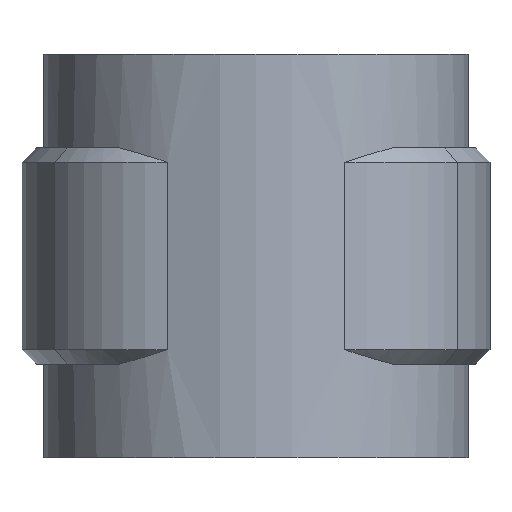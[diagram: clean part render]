
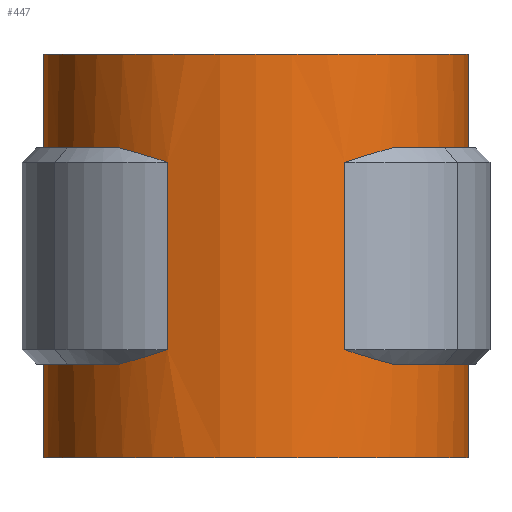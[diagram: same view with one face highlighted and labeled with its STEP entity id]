
A CAD part, front view. The second image highlights one B-rep face of the part: STEP entity #447.
In plain terms, the highlighted cylindrical face has radius 14.745 mm (diameter 29.49 mm), a partial arc.
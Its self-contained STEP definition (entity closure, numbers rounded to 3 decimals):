
#447 = ADVANCED_FACE( '', ( #883 ), #884, .T. );
#883 = FACE_OUTER_BOUND( '', #1995, .T. );
#884 = CYLINDRICAL_SURFACE( '', #1996, 14.745 );
#1995 = EDGE_LOOP( '', ( #4494, #4495, #4496, #4497, #4498, #4499, #4500, #4501, #4502, #4503, #4504, #4505, #4506, #4507, #4508, #4509 ) );
#1996 = AXIS2_PLACEMENT_3D( '', #4510, #4511, #4512 );
#4494 = ORIENTED_EDGE( '', *, *, #6801, .F. );
#4495 = ORIENTED_EDGE( '', *, *, #6802, .T. );
#4496 = ORIENTED_EDGE( '', *, *, #6803, .T. );
#4497 = ORIENTED_EDGE( '', *, *, #6804, .T. );
#4498 = ORIENTED_EDGE( '', *, *, #6805, .T. );
#4499 = ORIENTED_EDGE( '', *, *, #6806, .T. );
#4500 = ORIENTED_EDGE( '', *, *, #6807, .T. );
#4501 = ORIENTED_EDGE( '', *, *, #6669, .F. );
#4502 = ORIENTED_EDGE( '', *, *, #6808, .T. );
#4503 = ORIENTED_EDGE( '', *, *, #6809, .T. );
#4504 = ORIENTED_EDGE( '', *, *, #6810, .T. );
#4505 = ORIENTED_EDGE( '', *, *, #6811, .T. );
#4506 = ORIENTED_EDGE( '', *, *, #6812, .F. );
#4507 = ORIENTED_EDGE( '', *, *, #6663, .F. );
#4508 = ORIENTED_EDGE( '', *, *, #6661, .F. );
#4509 = ORIENTED_EDGE( '', *, *, #6813, .T. );
#4510 = CARTESIAN_POINT( '', ( 0., 0., -26.5 ) );
#4511 = DIRECTION( '', ( 0., 0., -1. ) );
#4512 = DIRECTION( '', ( 0., -1., 0. ) );
#6661 = EDGE_CURVE( '', #7675, #7658, #7677, .T. );
#6663 = EDGE_CURVE( '', #7658, #7680, #7681, .T. );
#6669 = EDGE_CURVE( '', #7690, #7692, #7693, .T. );
#6801 = EDGE_CURVE( '', #7914, #7915, #7916, .T. );
#6802 = EDGE_CURVE( '', #7914, #7917, #7918, .T. );
#6803 = EDGE_CURVE( '', #7917, #7919, #7920, .T. );
#6804 = EDGE_CURVE( '', #7919, #7921, #7922, .T. );
#6805 = EDGE_CURVE( '', #7921, #7923, #7924, .T. );
#6806 = EDGE_CURVE( '', #7923, #7925, #7926, .T. );
#6807 = EDGE_CURVE( '', #7925, #7692, #7927, .T. );
#6808 = EDGE_CURVE( '', #7690, #7928, #7929, .T. );
#6809 = EDGE_CURVE( '', #7928, #7930, #7931, .T. );
#6810 = EDGE_CURVE( '', #7930, #7932, #7933, .F. );
#6811 = EDGE_CURVE( '', #7932, #7934, #7935, .T. );
#6812 = EDGE_CURVE( '', #7680, #7934, #7936, .T. );
#6813 = EDGE_CURVE( '', #7675, #7915, #7937, .T. );
#7658 = VERTEX_POINT( '', #9874 );
#7675 = VERTEX_POINT( '', #9896 );
#7677 = CIRCLE( '', #9899, 14.745 );
#7680 = VERTEX_POINT( '', #9903 );
#7681 = LINE( '', #9904, #9905 );
#7690 = VERTEX_POINT( '', #9922 );
#7692 = VERTEX_POINT( '', #9925 );
#7693 = LINE( '', #9926, #9927 );
#7914 = VERTEX_POINT( '', #10855 );
#7915 = VERTEX_POINT( '', #10856 );
#7916 = CIRCLE( '', #10857, 14.745 );
#7917 = VERTEX_POINT( '', #10858 );
#7918 = B_SPLINE_CURVE_WITH_KNOTS( '', 3, ( #10859, #10860, #10861, #10862 ), .UNSPECIFIED., .F., .F., ( 4, 4 ), ( 0., 0.004 ), .UNSPECIFIED. );
#7919 = VERTEX_POINT( '', #10863 );
#7920 = LINE( '', #10864, #10865 );
#7921 = VERTEX_POINT( '', #10866 );
#7922 = B_SPLINE_CURVE_WITH_KNOTS( '', 3, ( #10867, #10868, #10869, #10870 ), .UNSPECIFIED., .F., .F., ( 4, 4 ), ( 0., 0.004 ), .UNSPECIFIED. );
#7923 = VERTEX_POINT( '', #10871 );
#7924 = CIRCLE( '', #10872, 14.745 );
#7925 = VERTEX_POINT( '', #10873 );
#7926 = LINE( '', #10874, #10875 );
#7927 = CIRCLE( '', #10876, 14.745 );
#7928 = VERTEX_POINT( '', #10877 );
#7929 = CIRCLE( '', #10878, 14.745 );
#7930 = VERTEX_POINT( '', #10879 );
#7931 = B_SPLINE_CURVE_WITH_KNOTS( '', 3, ( #10880, #10881, #10882, #10883 ), .UNSPECIFIED., .F., .F., ( 4, 4 ), ( 0., 0.004 ), .UNSPECIFIED. );
#7932 = VERTEX_POINT( '', #10884 );
#7933 = LINE( '', #10885, #10886 );
#7934 = VERTEX_POINT( '', #10887 );
#7935 = B_SPLINE_CURVE_WITH_KNOTS( '', 3, ( #10888, #10889, #10890, #10891 ), .UNSPECIFIED., .F., .F., ( 4, 4 ), ( 0., 0.004 ), .UNSPECIFIED. );
#7936 = CIRCLE( '', #10892, 14.745 );
#7937 = LINE( '', #10893, #10894 );
#9874 = CARTESIAN_POINT( '', ( -6.1, 13.424, -26.5 ) );
#9896 = CARTESIAN_POINT( '', ( 6.1, 13.424, -26.5 ) );
#9899 = AXIS2_PLACEMENT_3D( '', #12623, #12624, #12625 );
#9903 = CARTESIAN_POINT( '', ( -6.1, 13.424, -20. ) );
#9904 = CARTESIAN_POINT( '', ( -6.1, 13.424, -26.5 ) );
#9905 = VECTOR( '', #12627, 1000. );
#9922 = CARTESIAN_POINT( '', ( -6.1, 13.424, -5. ) );
#9925 = CARTESIAN_POINT( '', ( -6.1, 13.424, 1.5 ) );
#9926 = CARTESIAN_POINT( '', ( -6.1, 13.424, -26.5 ) );
#9927 = VECTOR( '', #12631, 1000. );
#10855 = CARTESIAN_POINT( '', ( 9.484, -11.29, -20. ) );
#10856 = CARTESIAN_POINT( '', ( 6.1, 13.424, -20. ) );
#10857 = AXIS2_PLACEMENT_3D( '', #12763, #12764, #12765 );
#10858 = CARTESIAN_POINT( '', ( 6.152, -13.4, -19. ) );
#10859 = CARTESIAN_POINT( '', ( 9.484, -11.29, -20. ) );
#10860 = CARTESIAN_POINT( '', ( 8.454, -12.155, -19.739 ) );
#10861 = CARTESIAN_POINT( '', ( 7.343, -12.854, -19.397 ) );
#10862 = CARTESIAN_POINT( '', ( 6.152, -13.4, -19. ) );
#10863 = CARTESIAN_POINT( '', ( 6.152, -13.4, -6. ) );
#10864 = CARTESIAN_POINT( '', ( 6.152, -13.4, -12.5 ) );
#10865 = VECTOR( '', #12766, 1000. );
#10866 = CARTESIAN_POINT( '', ( 9.484, -11.29, -5. ) );
#10867 = CARTESIAN_POINT( '', ( 6.152, -13.4, -6. ) );
#10868 = CARTESIAN_POINT( '', ( 7.343, -12.854, -5.603 ) );
#10869 = CARTESIAN_POINT( '', ( 8.454, -12.155, -5.261 ) );
#10870 = CARTESIAN_POINT( '', ( 9.484, -11.29, -5. ) );
#10871 = CARTESIAN_POINT( '', ( 6.1, 13.424, -5. ) );
#10872 = AXIS2_PLACEMENT_3D( '', #12767, #12768, #12769 );
#10873 = CARTESIAN_POINT( '', ( 6.1, 13.424, 1.5 ) );
#10874 = CARTESIAN_POINT( '', ( 6.1, 13.424, -26.5 ) );
#10875 = VECTOR( '', #12770, 1000. );
#10876 = AXIS2_PLACEMENT_3D( '', #12771, #12772, #12773 );
#10877 = CARTESIAN_POINT( '', ( -9.484, -11.29, -5. ) );
#10878 = AXIS2_PLACEMENT_3D( '', #12774, #12775, #12776 );
#10879 = CARTESIAN_POINT( '', ( -6.152, -13.4, -6. ) );
#10880 = CARTESIAN_POINT( '', ( -9.484, -11.29, -5. ) );
#10881 = CARTESIAN_POINT( '', ( -8.454, -12.155, -5.261 ) );
#10882 = CARTESIAN_POINT( '', ( -7.343, -12.854, -5.603 ) );
#10883 = CARTESIAN_POINT( '', ( -6.152, -13.4, -6. ) );
#10884 = CARTESIAN_POINT( '', ( -6.152, -13.4, -19. ) );
#10885 = CARTESIAN_POINT( '', ( -6.152, -13.4, -12.5 ) );
#10886 = VECTOR( '', #12777, 1000. );
#10887 = CARTESIAN_POINT( '', ( -9.484, -11.29, -20. ) );
#10888 = CARTESIAN_POINT( '', ( -6.152, -13.4, -19. ) );
#10889 = CARTESIAN_POINT( '', ( -7.343, -12.854, -19.397 ) );
#10890 = CARTESIAN_POINT( '', ( -8.454, -12.155, -19.739 ) );
#10891 = CARTESIAN_POINT( '', ( -9.484, -11.29, -20. ) );
#10892 = AXIS2_PLACEMENT_3D( '', #12778, #12779, #12780 );
#10893 = CARTESIAN_POINT( '', ( 6.1, 13.424, -26.5 ) );
#10894 = VECTOR( '', #12781, 1000. );
#12623 = CARTESIAN_POINT( '', ( 0., 0., -26.5 ) );
#12624 = DIRECTION( '', ( 0., 0., -1. ) );
#12625 = DIRECTION( '', ( 1., 0., 0. ) );
#12627 = DIRECTION( '', ( 0., 0., 1. ) );
#12631 = DIRECTION( '', ( 0., 0., 1. ) );
#12763 = CARTESIAN_POINT( '', ( 0., 0., -20. ) );
#12764 = DIRECTION( '', ( 0., 0., 1. ) );
#12765 = DIRECTION( '', ( 1., 0., 0. ) );
#12766 = DIRECTION( '', ( 0., 0., 1. ) );
#12767 = CARTESIAN_POINT( '', ( 0., 0., -5. ) );
#12768 = DIRECTION( '', ( 0., 0., 1. ) );
#12769 = DIRECTION( '', ( 1., 0., 0. ) );
#12770 = DIRECTION( '', ( 0., 0., 1. ) );
#12771 = CARTESIAN_POINT( '', ( 0., 0., 1.5 ) );
#12772 = DIRECTION( '', ( 0., 0., -1. ) );
#12773 = DIRECTION( '', ( 1., 0., 0. ) );
#12774 = CARTESIAN_POINT( '', ( 0., 0., -5. ) );
#12775 = DIRECTION( '', ( 0., 0., 1. ) );
#12776 = DIRECTION( '', ( 1., 0., 0. ) );
#12777 = DIRECTION( '', ( 0., 0., 1. ) );
#12778 = CARTESIAN_POINT( '', ( 0., 0., -20. ) );
#12779 = DIRECTION( '', ( 0., 0., 1. ) );
#12780 = DIRECTION( '', ( 1., 0., 0. ) );
#12781 = DIRECTION( '', ( 0., 0., 1. ) );
